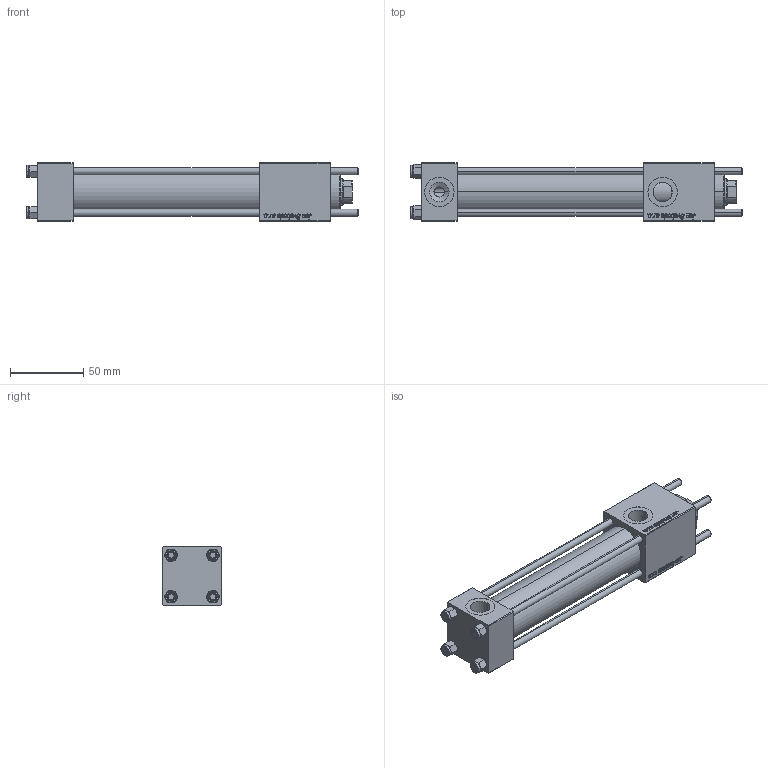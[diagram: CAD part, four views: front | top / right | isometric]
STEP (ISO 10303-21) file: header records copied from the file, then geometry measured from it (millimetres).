
FILE_DESCRIPTION (( 'STEP AP203' ), '1' );
FILE_NAME ('5683.STEP', '2022-04-14T12:09:02', ( '' ), ( '' ), 'SwSTEP 2.0', 'SolidWorks 2019', '' );
FILE_SCHEMA (( 'CONFIG_CONTROL_DESIGN' ));
Length unit declared in the file: millimetre
Products named in the file (6): NUT_M5_B 6d83bd355bc4643b87da35e9a92edeef; V215CR_B_TYCINKA 6d83bd355bc4643b87da35e9a92edeef; 5683; V215CR_B-1 6d83bd355bc4643b87da35e9a92edeef; V215CR_VCP_B 6d83bd355bc4643b87da35e9a92edeef; V215_VC_A 6d83bd355bc4643b87da35e9a92edeef
Assembly tree (11 placements, depth 2):
  5683
    V215CR_B-1 6d83bd355bc4643b87da35e9a92edeef
    V215CR_VCP_B 6d83bd355bc4643b87da35e9a92edeef
    NUT_M5_B 6d83bd355bc4643b87da35e9a92edeef  x4
    V215CR_B_TYCINKA 6d83bd355bc4643b87da35e9a92edeef  x4
    V215_VC_A 6d83bd355bc4643b87da35e9a92edeef
Bounding box: 226 x 40 x 40 mm (x, y, z)
Volume: 200125.5 mm3; surface area: 84707.8 mm2
Topology: 11 solids, 11 shells, 1158 faces, 2941 edges, 1907 vertices
Faces by surface type: bspline 504, plane 430, cone 136, cylinder 80, torus 8
Entity records: 56871 total; most frequent: CARTESIAN_POINT 34075, ORIENTED_EDGE 5374, DIRECTION 2923, EDGE_CURVE 2687, VERTEX_POINT 1763, VECTOR 1445, LINE 1445, EDGE_LOOP 1160
